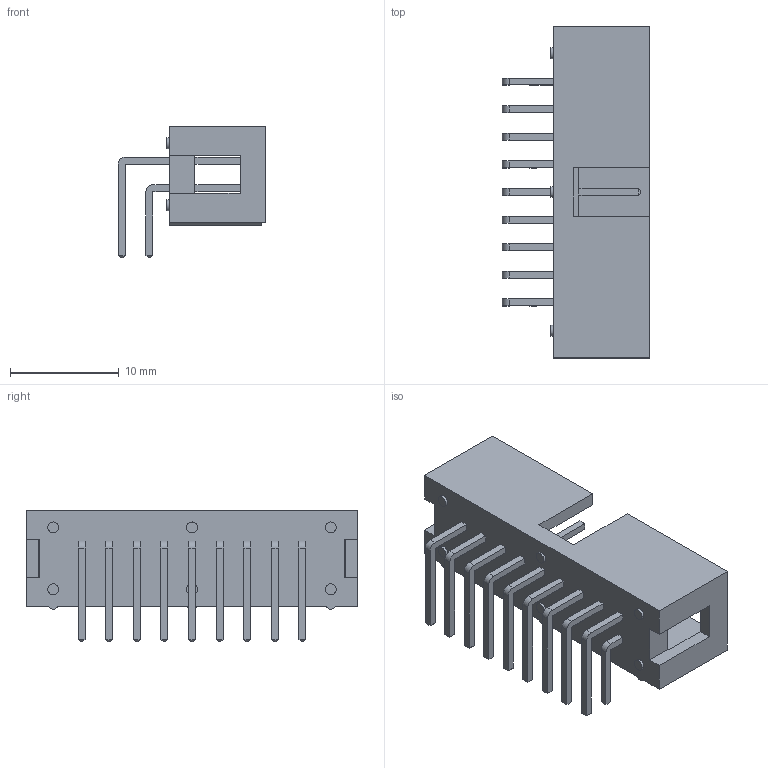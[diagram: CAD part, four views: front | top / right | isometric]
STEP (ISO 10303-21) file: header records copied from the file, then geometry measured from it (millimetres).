
FILE_DESCRIPTION(/* description */ ('model of IDC-Header_2x09_P2.54mm_Horizontal'),/* implementation_level */ '2;1');
FILE_NAME(/* name */ 'IDC-Header_2x09_P2.54mm_Horizontal.step',/* time_stamp */ '2024-03-27T21:28:04',/* author */ ('KiCAD','kicad'),/* organization */ ('OCCT'),/* preprocessor_version */ '',/* originating_system */ 'KiCAD',/* authorisation */ '');
FILE_SCHEMA(('AUTOMOTIVE_DESIGN { 1 0 10303 214 1 1 1 1 }'));
Length unit declared in the file: millimetre
Products named in the file (1): IDC-Header_2x09_P2.54mm_Horizontal
Bounding box: 13.55 x 30.52 x 12.1 mm (x, y, z)
Volume: 1254.9 mm3; surface area: 2365.4 mm2
Topology: 1 solids, 1 shells, 420 faces, 996 edges, 616 vertices
Faces by surface type: plane 393, cylinder 27
Full cylindrical faces by diameter (mm): 1 x6
Entity records: 16799 total; most frequent: CARTESIAN_POINT 2033, ORIENTED_EDGE 1992, DIRECTION 1892, EDGE_CURVE 996, LINE 942, VECTOR 942, VERTEX_POINT 616, PRESENTATION_STYLE_ASSIGNMENT 564
